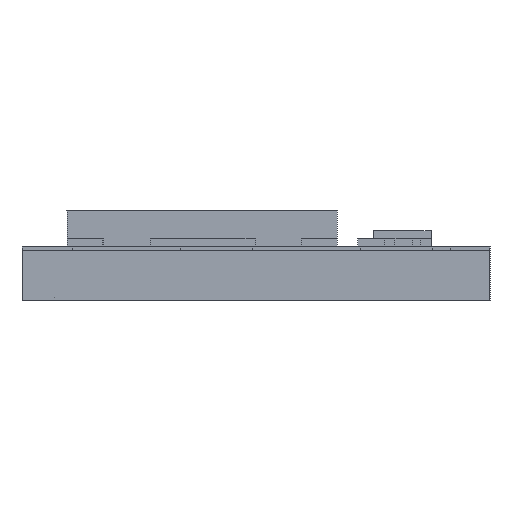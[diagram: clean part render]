
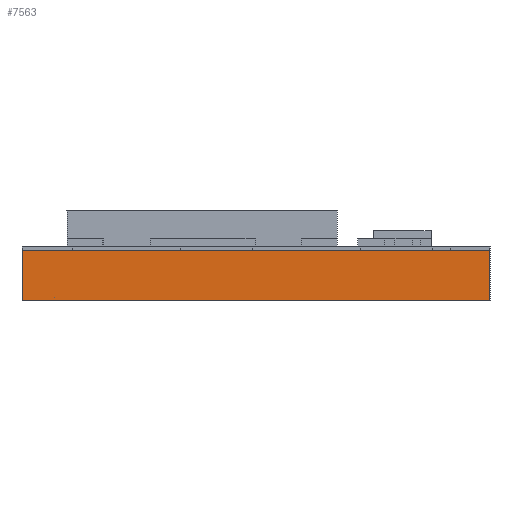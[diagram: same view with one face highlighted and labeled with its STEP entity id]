
A CAD part, left-side view. The second image highlights one B-rep face of the part: STEP entity #7563.
In plain terms, the highlighted planar face has unit normal (-1, 0, 0).
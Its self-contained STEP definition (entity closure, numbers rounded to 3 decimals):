
#268 = CARTESIAN_POINT ( 'NONE',  ( 0., 13., 1.4 ) ) ;
#519 = LINE ( 'NONE', #2517, #3617 ) ;
#886 = LINE ( 'NONE', #6229, #1934 ) ;
#1410 = ORIENTED_EDGE ( 'NONE', *, *, #4877, .F. ) ;
#1762 = PLANE ( 'NONE',  #6873 ) ;
#1933 = ORIENTED_EDGE ( 'NONE', *, *, #5742, .T. ) ;
#1934 = VECTOR ( 'NONE', #4966, 1000. ) ;
#2026 = LINE ( 'NONE', #7294, #4269 ) ;
#2517 = CARTESIAN_POINT ( 'NONE',  ( 0., 0., 1.5 ) ) ;
#2976 = VERTEX_POINT ( 'NONE', #268 ) ;
#3408 = EDGE_LOOP ( 'NONE', ( #7686, #1410, #1933, #6419 ) ) ;
#3417 = VERTEX_POINT ( 'NONE', #5416 ) ;
#3509 = VERTEX_POINT ( 'NONE', #4389 ) ;
#3522 = DIRECTION ( 'NONE',  ( 0., 0., -1. ) ) ;
#3541 = CARTESIAN_POINT ( 'NONE',  ( 0., 0., 0. ) ) ;
#3558 = DIRECTION ( 'NONE',  ( 0., -1., 0. ) ) ;
#3617 = VECTOR ( 'NONE', #4491, 1000. ) ;
#3629 = DIRECTION ( 'NONE',  ( 0., 0., -1. ) ) ;
#4003 = LINE ( 'NONE', #3541, #6762 ) ;
#4269 = VECTOR ( 'NONE', #3629, 1000. ) ;
#4389 = CARTESIAN_POINT ( 'NONE',  ( 0., 13., 0. ) ) ;
#4491 = DIRECTION ( 'NONE',  ( 0., 0., -1. ) ) ;
#4777 = DIRECTION ( 'NONE',  ( 1., 0., 0. ) ) ;
#4877 = EDGE_CURVE ( 'NONE', #2976, #7060, #886, .T. ) ;
#4966 = DIRECTION ( 'NONE',  ( 0., -1., 0. ) ) ;
#5416 = CARTESIAN_POINT ( 'NONE',  ( 0., 0., 0. ) ) ;
#5742 = EDGE_CURVE ( 'NONE', #2976, #3509, #2026, .T. ) ;
#6025 = CARTESIAN_POINT ( 'NONE',  ( 0., 0., 1.4 ) ) ;
#6229 = CARTESIAN_POINT ( 'NONE',  ( 0., 0., 1.4 ) ) ;
#6419 = ORIENTED_EDGE ( 'NONE', *, *, #7656, .T. ) ;
#6762 = VECTOR ( 'NONE', #3558, 1000. ) ;
#6770 = FACE_OUTER_BOUND ( 'NONE', #3408, .T. ) ;
#6873 = AXIS2_PLACEMENT_3D ( 'NONE', #7865, #4777, #3522 ) ;
#7060 = VERTEX_POINT ( 'NONE', #6025 ) ;
#7294 = CARTESIAN_POINT ( 'NONE',  ( 0., 13., 1.5 ) ) ;
#7563 = ADVANCED_FACE ( 'NONE', ( #6770 ), #1762, .F. ) ;
#7656 = EDGE_CURVE ( 'NONE', #3509, #3417, #4003, .T. ) ;
#7686 = ORIENTED_EDGE ( 'NONE', *, *, #7835, .F. ) ;
#7835 = EDGE_CURVE ( 'NONE', #7060, #3417, #519, .T. ) ;
#7865 = CARTESIAN_POINT ( 'NONE',  ( 0., 0., 1.5 ) ) ;
